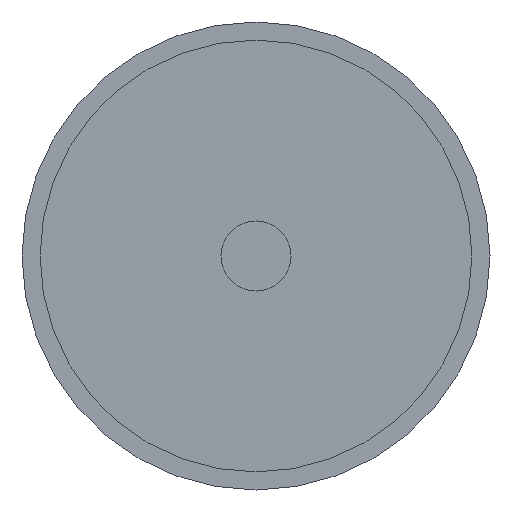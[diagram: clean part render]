
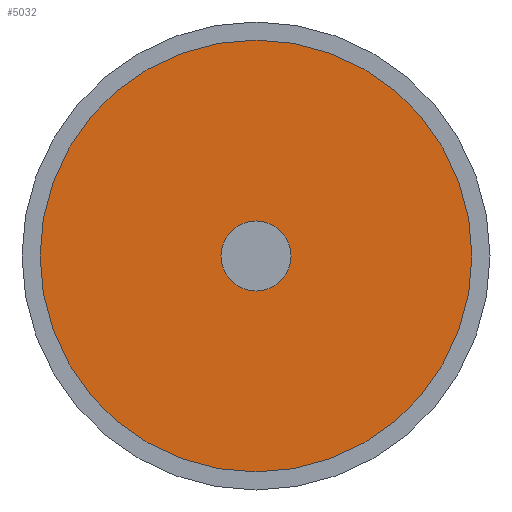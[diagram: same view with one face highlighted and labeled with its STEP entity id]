
A CAD part, front view. The second image highlights one B-rep face of the part: STEP entity #5032.
In plain terms, the highlighted planar face has unit normal (0, -1, 0).
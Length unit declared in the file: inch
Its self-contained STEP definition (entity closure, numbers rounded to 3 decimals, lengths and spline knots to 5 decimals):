
#323=PLANE('',#5328);
#1758=FACE_BOUND('',#2085,.T.);
#1781=FACE_OUTER_BOUND('',#2084,.T.);
#2084=EDGE_LOOP('',(#3801));
#2085=EDGE_LOOP('',(#3802));
#2368=CIRCLE('',#5309,0.125);
#2374=CIRCLE('',#5318,0.771);
#2386=VERTEX_POINT('',#6397);
#2394=VERTEX_POINT('',#6416);
#2864=EDGE_CURVE('',#2386,#2386,#2368,.T.);
#2872=EDGE_CURVE('',#2394,#2394,#2374,.T.);
#3801=ORIENTED_EDGE('',*,*,#2872,.F.);
#3802=ORIENTED_EDGE('',*,*,#2864,.F.);
#5032=ADVANCED_FACE('',(#1781,#1758),#323,.F.);
#5309=AXIS2_PLACEMENT_3D('',#6398,#5514,#5515);
#5318=AXIS2_PLACEMENT_3D('',#6417,#5534,#5535);
#5328=AXIS2_PLACEMENT_3D('',#8232,#5661,#5662);
#5514=DIRECTION('center_axis',(0.,-1.,0.));
#5515=DIRECTION('ref_axis',(0.,0.,-1.));
#5534=DIRECTION('center_axis',(0.,1.,0.));
#5535=DIRECTION('ref_axis',(0.,0.,1.));
#5661=DIRECTION('center_axis',(0.,1.,0.));
#5662=DIRECTION('ref_axis',(0.,0.,1.));
#6397=CARTESIAN_POINT('',(0.,0.,-0.125));
#6398=CARTESIAN_POINT('Origin',(0.,0.,0.));
#6416=CARTESIAN_POINT('',(0.,0.,-0.771));
#6417=CARTESIAN_POINT('Origin',(0.,0.,0.));
#8232=CARTESIAN_POINT('Origin',(0.,0.,0.));
